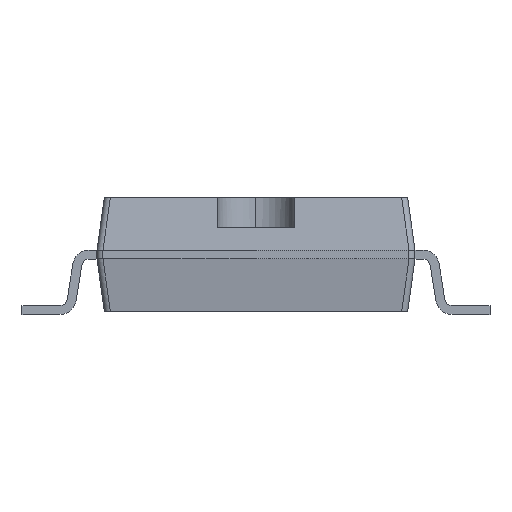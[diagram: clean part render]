
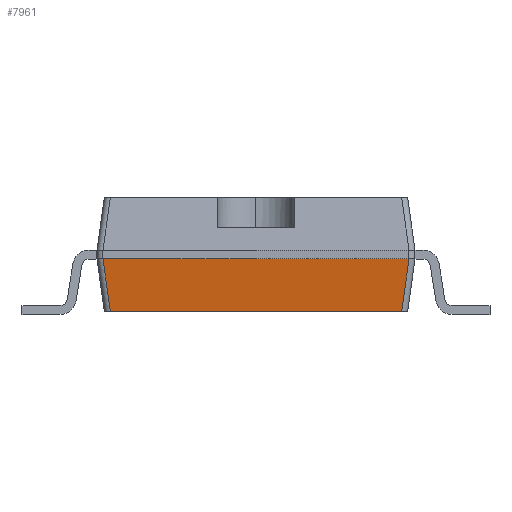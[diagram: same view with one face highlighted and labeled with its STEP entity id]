
A CAD part, left-side view. The second image highlights one B-rep face of the part: STEP entity #7961.
In plain terms, the highlighted planar face has unit normal (-0.99, 0, -0.139).
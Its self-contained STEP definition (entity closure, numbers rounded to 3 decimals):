
#331 = CARTESIAN_POINT ( 'NONE',  ( -5.1, -2.55, -1.02 ) ) ;
#1972 = LINE ( 'NONE', #8766, #8579 ) ;
#2162 = VERTEX_POINT ( 'NONE', #12173 ) ;
#2201 = DIRECTION ( 'NONE',  ( 0.138, -0.138, -0.981 ) ) ;
#2379 = CARTESIAN_POINT ( 'NONE',  ( -5.1, -2.65, -1.02 ) ) ;
#2389 = LINE ( 'NONE', #21324, #3565 ) ;
#2402 = CARTESIAN_POINT ( 'NONE',  ( -5.1, 2.55, -1.02 ) ) ;
#2639 = VERTEX_POINT ( 'NONE', #15545 ) ;
#2747 = CARTESIAN_POINT ( 'NONE',  ( -4.976, 0., -1.9 ) ) ;
#3565 = VECTOR ( 'NONE', #11355, 1000. ) ;
#3665 = FACE_OUTER_BOUND ( 'NONE', #6639, .T. ) ;
#5721 = ORIENTED_EDGE ( 'NONE', *, *, #10781, .T. ) ;
#6639 = EDGE_LOOP ( 'NONE', ( #12668, #14107, #5721, #7978, #8971, #17835 ) ) ;
#7434 = VERTEX_POINT ( 'NONE', #20596 ) ;
#7454 = CARTESIAN_POINT ( 'NONE',  ( -5.1, -2.65, -1.02 ) ) ;
#7566 = DIRECTION ( 'NONE',  ( 0., -1., 0. ) ) ;
#7961 = ADVANCED_FACE ( 'NONE', ( #3665 ), #18954, .F. ) ;
#7978 = ORIENTED_EDGE ( 'NONE', *, *, #11459, .F. ) ;
#7981 = CARTESIAN_POINT ( 'NONE',  ( -5.1, 2.55, -1.02 ) ) ;
#8040 = EDGE_CURVE ( 'NONE', #15888, #2639, #17524, .T. ) ;
#8194 = CARTESIAN_POINT ( 'NONE',  ( -5.1, 2.55, -1.02 ) ) ;
#8579 = VECTOR ( 'NONE', #2201, 1000. ) ;
#8766 = CARTESIAN_POINT ( 'NONE',  ( -5.001, 2.452, -1.723 ) ) ;
#8971 = ORIENTED_EDGE ( 'NONE', *, *, #15493, .T. ) ;
#9177 = DIRECTION ( 'NONE',  ( 0., -1., 0. ) ) ;
#9442 = DIRECTION ( 'NONE',  ( 0., 1., 0. ) ) ;
#9651 = CARTESIAN_POINT ( 'NONE',  ( -5.1, 2.551, -1.02 ) ) ;
#9889 = VERTEX_POINT ( 'NONE', #20090 ) ;
#9974 = CARTESIAN_POINT ( 'NONE',  ( -5.1, 2.551, -1.02 ) ) ;
#10781 = EDGE_CURVE ( 'NONE', #9889, #7434, #20024, .T. ) ;
#11355 = DIRECTION ( 'NONE',  ( -0.138, -0.138, 0.981 ) ) ;
#11459 = EDGE_CURVE ( 'NONE', #18555, #7434, #19259, .T. ) ;
#12173 = CARTESIAN_POINT ( 'NONE',  ( -5.1, 2.551, -1.02 ) ) ;
#12241 = CARTESIAN_POINT ( 'NONE',  ( -5.1, -2.55, -1.02 ) ) ;
#12668 = ORIENTED_EDGE ( 'NONE', *, *, #8040, .F. ) ;
#14107 = ORIENTED_EDGE ( 'NONE', *, *, #20136, .T. ) ;
#15049 = AXIS2_PLACEMENT_3D ( 'NONE', #7454, #19629, #7566 ) ;
#15218 = VECTOR ( 'NONE', #9177, 1000. ) ;
#15493 = EDGE_CURVE ( 'NONE', #18555, #2162, #21440, .T. ) ;
#15545 = CARTESIAN_POINT ( 'NONE',  ( -4.976, 2.427, -1.9 ) ) ;
#15706 = CARTESIAN_POINT ( 'NONE',  ( -5.1, -2.551, -1.02 ) ) ;
#15801 = CARTESIAN_POINT ( 'NONE',  ( -5.1, -2.551, -1.02 ) ) ;
#15888 = VERTEX_POINT ( 'NONE', #20563 ) ;
#16443 = VECTOR ( 'NONE', #9442, 1000. ) ;
#17524 = LINE ( 'NONE', #2747, #16443 ) ;
#17835 = ORIENTED_EDGE ( 'NONE', *, *, #20654, .T. ) ;
#18555 = VERTEX_POINT ( 'NONE', #2402 ) ;
#18954 = PLANE ( 'NONE',  #15049 ) ;
#19259 = LINE ( 'NONE', #2379, #15218 ) ;
#19629 = DIRECTION ( 'NONE',  ( 0.99, 0., 0.139 ) ) ;
#20024 =( BOUNDED_CURVE ( )  B_SPLINE_CURVE ( 3, ( #15706, #15801, #331, #12241 ),
 .UNSPECIFIED., .F., .F. ) 
 B_SPLINE_CURVE_WITH_KNOTS ( ( 4, 4 ),
 ( 6.274, 6.283 ),
 .UNSPECIFIED. ) 
 CURVE ( )  GEOMETRIC_REPRESENTATION_ITEM ( )  RATIONAL_B_SPLINE_CURVE ( ( 1., 1., 1., 1. ) ) 
 REPRESENTATION_ITEM ( '' )  );
#20090 = CARTESIAN_POINT ( 'NONE',  ( -5.1, -2.551, -1.02 ) ) ;
#20136 = EDGE_CURVE ( 'NONE', #15888, #9889, #2389, .T. ) ;
#20563 = CARTESIAN_POINT ( 'NONE',  ( -4.976, -2.427, -1.9 ) ) ;
#20596 = CARTESIAN_POINT ( 'NONE',  ( -5.1, -2.55, -1.02 ) ) ;
#20654 = EDGE_CURVE ( 'NONE', #2162, #2639, #1972, .T. ) ;
#21324 = CARTESIAN_POINT ( 'NONE',  ( -5.102, -2.553, -1.007 ) ) ;
#21440 =( BOUNDED_CURVE ( )  B_SPLINE_CURVE ( 3, ( #8194, #7981, #9974, #9651 ),
 .UNSPECIFIED., .F., .F. ) 
 B_SPLINE_CURVE_WITH_KNOTS ( ( 4, 4 ),
 ( 0., 0.01 ),
 .UNSPECIFIED. ) 
 CURVE ( )  GEOMETRIC_REPRESENTATION_ITEM ( )  RATIONAL_B_SPLINE_CURVE ( ( 1., 1., 1., 1. ) ) 
 REPRESENTATION_ITEM ( '' )  );
